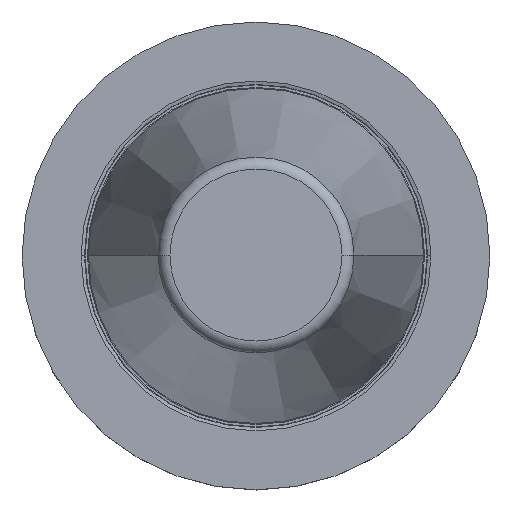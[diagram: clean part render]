
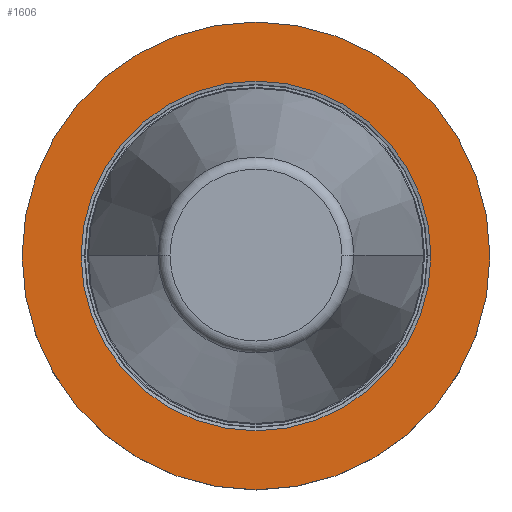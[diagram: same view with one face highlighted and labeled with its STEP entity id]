
A CAD part, top view. The second image highlights one B-rep face of the part: STEP entity #1606.
In plain terms, the highlighted planar face has unit normal (0, 0, 1).
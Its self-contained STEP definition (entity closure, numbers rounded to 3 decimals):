
#115=CARTESIAN_POINT('',(0.,0.,-3.2));
#116=DIRECTION('',(0.,0.,1.));
#117=DIRECTION('',(1.,0.,0.));
#118=AXIS2_PLACEMENT_3D('',#115,#116,#117);
#123=CARTESIAN_POINT('',(0.,0.,-3.2));
#124=DIRECTION('',(0.,0.,-1.));
#125=DIRECTION('',(1.,0.,0.));
#126=AXIS2_PLACEMENT_3D('',#123,#124,#125);
#131=CARTESIAN_POINT('',(0.,0.,-3.2));
#132=DIRECTION('',(0.,0.,1.));
#133=DIRECTION('',(1.,0.,0.));
#134=AXIS2_PLACEMENT_3D('',#131,#132,#133);
#139=CARTESIAN_POINT('',(0.,0.,-3.2));
#140=DIRECTION('',(0.,0.,1.));
#141=DIRECTION('',(-1.,0.,0.));
#142=AXIS2_PLACEMENT_3D('',#139,#140,#141);
#1423=CARTESIAN_POINT('',(48.75,0.,-3.2));
#1424=CARTESIAN_POINT('',(-48.75,0.,-3.2));
#1425=VERTEX_POINT('',#1423);
#1426=VERTEX_POINT('',#1424);
#1489=CARTESIAN_POINT('',(36.446,0.,-3.2));
#1490=VERTEX_POINT('',#1489);
#1493=CARTESIAN_POINT('',(-36.446,0.,-3.2));
#1494=VERTEX_POINT('',#1493);
#1591=CARTESIAN_POINT('',(0.,0.,-3.2));
#1592=DIRECTION('',(0.,0.,-1.));
#1593=DIRECTION('',(-1.,0.,0.));
#1594=AXIS2_PLACEMENT_3D('',#1591,#1592,#1593);
#1595=PLANE('',#1594);
#1596=ORIENTED_EDGE('',*,*,#1571,.F.);
#1597=ORIENTED_EDGE('',*,*,#1512,.T.);
#1598=EDGE_LOOP('',(#1596,#1597));
#1599=FACE_OUTER_BOUND('',#1598,.F.);
#1601=ORIENTED_EDGE('',*,*,#1600,.T.);
#1603=ORIENTED_EDGE('',*,*,#1602,.T.);
#1604=EDGE_LOOP('',(#1601,#1603));
#1605=FACE_BOUND('',#1604,.F.);
#119=CIRCLE('',#118,48.75);
#127=CIRCLE('',#126,48.75);
#135=CIRCLE('',#134,36.446);
#143=CIRCLE('',#142,36.446);
#1512=EDGE_CURVE('',#1425,#1426,#127,.T.);
#1571=EDGE_CURVE('',#1425,#1426,#119,.T.);
#1600=EDGE_CURVE('',#1490,#1494,#135,.T.);
#1602=EDGE_CURVE('',#1494,#1490,#143,.T.);
#1606=ADVANCED_FACE('',(#1599,#1605),#1595,.F.);
